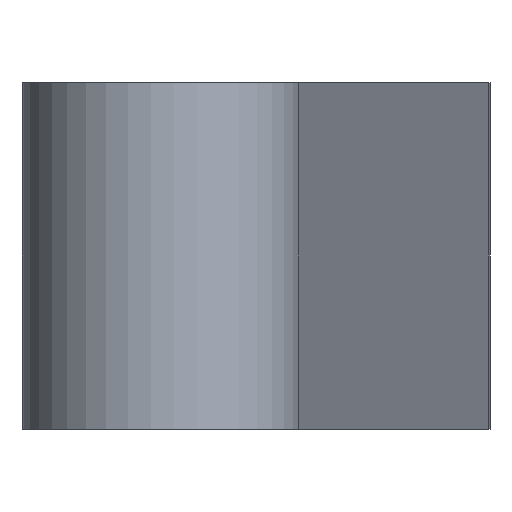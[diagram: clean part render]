
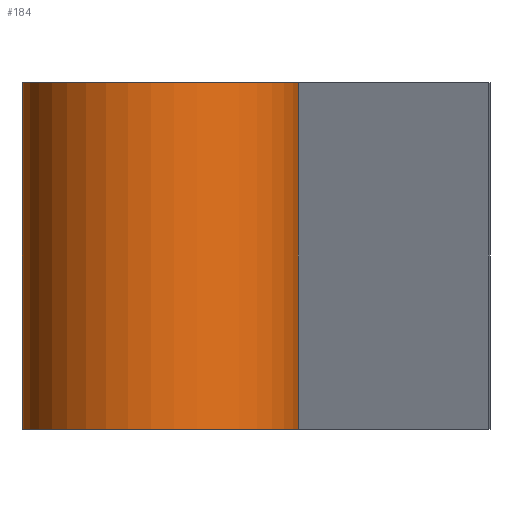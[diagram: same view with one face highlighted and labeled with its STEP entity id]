
A CAD part, front view. The second image highlights one B-rep face of the part: STEP entity #184.
In plain terms, the highlighted cylindrical face has radius 5.08 mm (diameter 10.16 mm), a partial arc.
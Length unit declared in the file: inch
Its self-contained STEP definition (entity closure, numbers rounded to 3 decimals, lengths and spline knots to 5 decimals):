
#29=FACE_OUTER_BOUND('',#39,.T.);
#39=EDGE_LOOP('',(#146,#147,#148,#149));
#57=LINE('',#312,#71);
#58=LINE('',#318,#72);
#71=VECTOR('',#256,0.3937);
#72=VECTOR('',#263,0.3937);
#82=CIRCLE('',#215,0.2);
#83=CIRCLE('',#216,0.2);
#96=VERTEX_POINT('',#308);
#97=VERTEX_POINT('',#310);
#98=VERTEX_POINT('',#314);
#99=VERTEX_POINT('',#316);
#117=EDGE_CURVE('',#96,#97,#57,.T.);
#118=EDGE_CURVE('',#98,#96,#82,.T.);
#119=EDGE_CURVE('',#99,#97,#83,.T.);
#120=EDGE_CURVE('',#98,#99,#58,.T.);
#146=ORIENTED_EDGE('',*,*,#118,.T.);
#147=ORIENTED_EDGE('',*,*,#117,.T.);
#148=ORIENTED_EDGE('',*,*,#119,.F.);
#149=ORIENTED_EDGE('',*,*,#120,.F.);
#177=CYLINDRICAL_SURFACE('',#214,0.2);
#184=ADVANCED_FACE('',(#29),#177,.T.);
#214=AXIS2_PLACEMENT_3D('',#313,#257,#258);
#215=AXIS2_PLACEMENT_3D('',#315,#259,#260);
#216=AXIS2_PLACEMENT_3D('',#317,#261,#262);
#256=DIRECTION('',(0.,0.,1.));
#257=DIRECTION('center_axis',(0.,0.,1.));
#258=DIRECTION('ref_axis',(1.,0.,0.));
#259=DIRECTION('center_axis',(0.,0.,1.));
#260=DIRECTION('ref_axis',(1.,0.,0.));
#261=DIRECTION('center_axis',(0.,0.,1.));
#262=DIRECTION('ref_axis',(1.,0.,0.));
#263=DIRECTION('',(0.,0.,1.));
#308=CARTESIAN_POINT('',(0.19804,-0.02794,0.));
#310=CARTESIAN_POINT('',(0.19804,-0.02794,0.5));
#312=CARTESIAN_POINT('',(0.19804,-0.02794,0.));
#313=CARTESIAN_POINT('Origin',(0.,0.,0.));
#314=CARTESIAN_POINT('',(-0.2,0.,0.));
#315=CARTESIAN_POINT('Origin',(0.,0.,0.));
#316=CARTESIAN_POINT('',(-0.2,0.,0.5));
#317=CARTESIAN_POINT('Origin',(0.,0.,0.5));
#318=CARTESIAN_POINT('',(-0.2,0.,0.));
